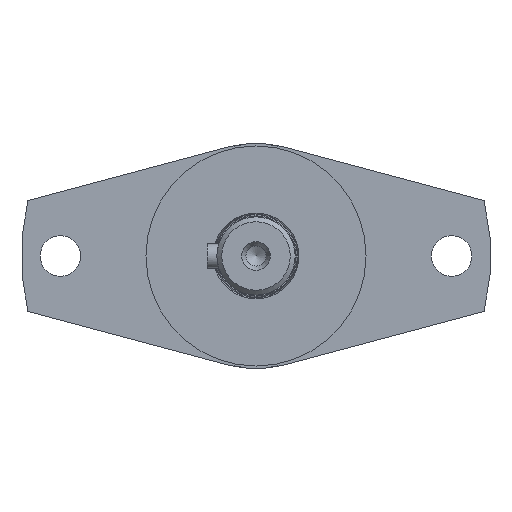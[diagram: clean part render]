
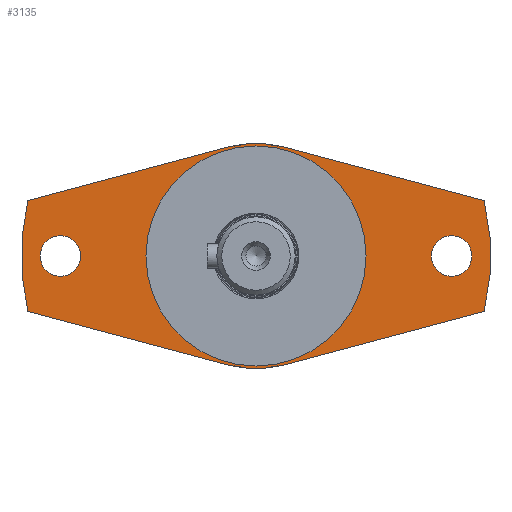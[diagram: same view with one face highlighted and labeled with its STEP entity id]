
A CAD part, left-side view. The second image highlights one B-rep face of the part: STEP entity #3135.
In plain terms, the highlighted planar face has unit normal (-1, 0, 0).
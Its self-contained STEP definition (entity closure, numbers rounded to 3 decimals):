
#302=LINE('',#5308,#554);
#306=LINE('',#5317,#558);
#313=LINE('',#5331,#565);
#315=LINE('',#5337,#567);
#554=VECTOR('',#4264,10.);
#558=VECTOR('',#4270,10.);
#565=VECTOR('',#4279,10.);
#567=VECTOR('',#4283,10.);
#627=FACE_BOUND('',#1070,.T.);
#628=FACE_BOUND('',#1071,.T.);
#629=FACE_BOUND('',#1072,.T.);
#728=PLANE('',#3448);
#886=FACE_OUTER_BOUND('',#1069,.T.);
#1069=EDGE_LOOP('',(#2752,#2753,#2754,#2755,#2756,#2757,#2758,#2759));
#1070=EDGE_LOOP('',(#2760));
#1071=EDGE_LOOP('',(#2761));
#1072=EDGE_LOOP('',(#2762,#2763));
#1214=CIRCLE('',#3434,4.15);
#1217=CIRCLE('',#3438,4.15);
#1221=CIRCLE('',#3449,23.);
#1222=CIRCLE('',#3450,48.);
#1223=CIRCLE('',#3451,23.);
#1224=CIRCLE('',#3452,48.);
#1225=CIRCLE('',#3453,22.5);
#1226=CIRCLE('',#3454,22.5);
#1497=VERTEX_POINT('',#5285);
#1500=VERTEX_POINT('',#5293);
#1504=VERTEX_POINT('',#5306);
#1505=VERTEX_POINT('',#5307);
#1508=VERTEX_POINT('',#5315);
#1509=VERTEX_POINT('',#5316);
#1513=VERTEX_POINT('',#5325);
#1515=VERTEX_POINT('',#5329);
#1516=VERTEX_POINT('',#5333);
#1518=VERTEX_POINT('',#5336);
#1520=VERTEX_POINT('',#5346);
#1521=VERTEX_POINT('',#5347);
#1914=EDGE_CURVE('',#1497,#1497,#1214,.T.);
#1918=EDGE_CURVE('',#1500,#1500,#1217,.T.);
#1923=EDGE_CURVE('',#1504,#1505,#302,.T.);
#1927=EDGE_CURVE('',#1508,#1509,#306,.T.);
#1934=EDGE_CURVE('',#1513,#1515,#313,.T.);
#1936=EDGE_CURVE('',#1518,#1516,#315,.T.);
#1939=EDGE_CURVE('',#1509,#1504,#1221,.T.);
#1940=EDGE_CURVE('',#1513,#1505,#1222,.T.);
#1941=EDGE_CURVE('',#1515,#1518,#1223,.T.);
#1942=EDGE_CURVE('',#1508,#1516,#1224,.T.);
#1943=EDGE_CURVE('',#1520,#1521,#1225,.T.);
#1944=EDGE_CURVE('',#1521,#1520,#1226,.T.);
#2752=ORIENTED_EDGE('',*,*,#1927,.T.);
#2753=ORIENTED_EDGE('',*,*,#1939,.T.);
#2754=ORIENTED_EDGE('',*,*,#1923,.T.);
#2755=ORIENTED_EDGE('',*,*,#1940,.F.);
#2756=ORIENTED_EDGE('',*,*,#1934,.T.);
#2757=ORIENTED_EDGE('',*,*,#1941,.T.);
#2758=ORIENTED_EDGE('',*,*,#1936,.T.);
#2759=ORIENTED_EDGE('',*,*,#1942,.F.);
#2760=ORIENTED_EDGE('',*,*,#1914,.T.);
#2761=ORIENTED_EDGE('',*,*,#1918,.T.);
#2762=ORIENTED_EDGE('',*,*,#1943,.T.);
#2763=ORIENTED_EDGE('',*,*,#1944,.T.);
#3135=ADVANCED_FACE('',(#886,#627,#628,#629),#728,.T.);
#3434=AXIS2_PLACEMENT_3D('',#5287,#4240,#4241);
#3438=AXIS2_PLACEMENT_3D('',#5295,#4249,#4250);
#3448=AXIS2_PLACEMENT_3D('',#5341,#4286,#4287);
#3449=AXIS2_PLACEMENT_3D('',#5342,#4288,#4289);
#3450=AXIS2_PLACEMENT_3D('',#5343,#4290,#4291);
#3451=AXIS2_PLACEMENT_3D('',#5344,#4292,#4293);
#3452=AXIS2_PLACEMENT_3D('',#5345,#4294,#4295);
#3453=AXIS2_PLACEMENT_3D('',#5348,#4296,#4297);
#3454=AXIS2_PLACEMENT_3D('',#5349,#4298,#4299);
#4240=DIRECTION('center_axis',(1.,0.,0.));
#4241=DIRECTION('ref_axis',(0.,0.,1.));
#4249=DIRECTION('center_axis',(1.,0.,0.));
#4250=DIRECTION('ref_axis',(0.,0.,1.));
#4264=DIRECTION('',(0.,0.966,-0.259));
#4270=DIRECTION('',(0.,0.966,0.259));
#4279=DIRECTION('',(0.,-0.966,-0.259));
#4283=DIRECTION('',(0.,-0.966,0.259));
#4286=DIRECTION('center_axis',(-1.,0.,0.));
#4287=DIRECTION('ref_axis',(0.,0.,-1.));
#4288=DIRECTION('center_axis',(-1.,0.,0.));
#4289=DIRECTION('ref_axis',(0.,0.259,0.966));
#4290=DIRECTION('center_axis',(1.,0.,0.));
#4291=DIRECTION('ref_axis',(0.,-1.,0.));
#4292=DIRECTION('center_axis',(-1.,0.,0.));
#4293=DIRECTION('ref_axis',(0.,0.259,0.966));
#4294=DIRECTION('center_axis',(1.,0.,0.));
#4295=DIRECTION('ref_axis',(0.,-1.,0.));
#4296=DIRECTION('center_axis',(1.,0.,0.));
#4297=DIRECTION('ref_axis',(0.,-1.,0.));
#4298=DIRECTION('center_axis',(1.,0.,0.));
#4299=DIRECTION('ref_axis',(0.,-1.,0.));
#5285=CARTESIAN_POINT('',(-103.5,40.,-4.15));
#5287=CARTESIAN_POINT('Origin',(-103.5,40.,0.));
#5293=CARTESIAN_POINT('',(-103.5,-40.,-4.15));
#5295=CARTESIAN_POINT('Origin',(-103.5,-40.,0.));
#5306=CARTESIAN_POINT('',(-103.5,5.953,22.216));
#5307=CARTESIAN_POINT('',(-103.5,46.648,11.312));
#5308=CARTESIAN_POINT('',(-103.5,-10.492,26.623));
#5315=CARTESIAN_POINT('',(-103.5,-46.648,11.312));
#5316=CARTESIAN_POINT('',(-103.5,-5.953,22.216));
#5317=CARTESIAN_POINT('',(-103.5,-45.921,11.507));
#5325=CARTESIAN_POINT('',(-103.5,46.648,-11.312));
#5329=CARTESIAN_POINT('',(-103.5,5.953,-22.216));
#5331=CARTESIAN_POINT('',(-103.5,13.032,-20.319));
#5333=CARTESIAN_POINT('',(-103.5,-46.648,-11.312));
#5336=CARTESIAN_POINT('',(-103.5,-5.953,-22.216));
#5337=CARTESIAN_POINT('',(-103.5,-22.397,-17.81));
#5341=CARTESIAN_POINT('Origin',(-103.5,-35.25,0.));
#5342=CARTESIAN_POINT('Origin',(-103.5,0.,0.));
#5343=CARTESIAN_POINT('Origin',(-103.5,0.,0.));
#5344=CARTESIAN_POINT('Origin',(-103.5,0.,0.));
#5345=CARTESIAN_POINT('Origin',(-103.5,0.,0.));
#5346=CARTESIAN_POINT('',(-103.5,-22.5,0.));
#5347=CARTESIAN_POINT('',(-103.5,22.5,0.));
#5348=CARTESIAN_POINT('Origin',(-103.5,0.,0.));
#5349=CARTESIAN_POINT('Origin',(-103.5,0.,0.));
